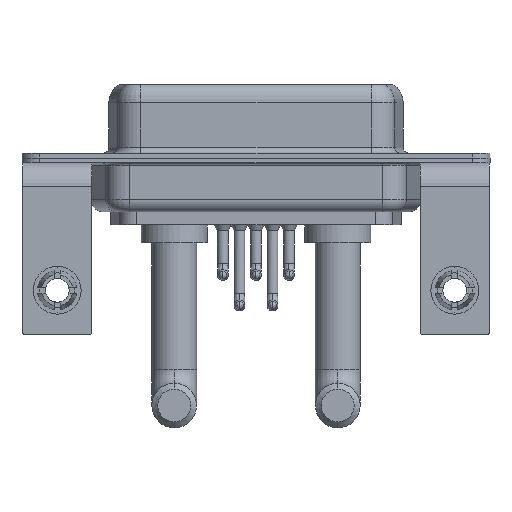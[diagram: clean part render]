
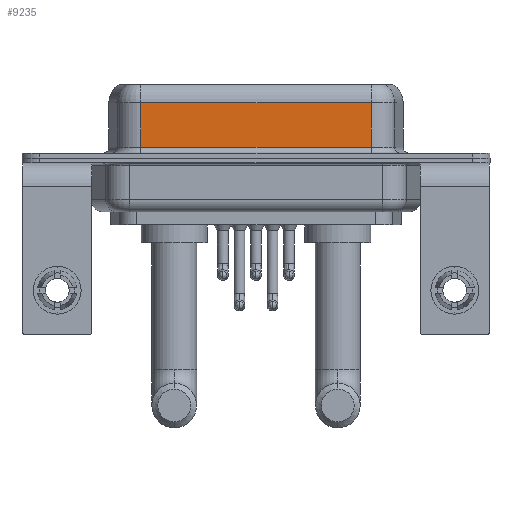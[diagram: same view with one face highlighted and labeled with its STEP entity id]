
A CAD part, front view. The second image highlights one B-rep face of the part: STEP entity #9235.
In plain terms, the highlighted planar face has unit normal (0, -1, 0).
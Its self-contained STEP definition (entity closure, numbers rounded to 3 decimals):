
#610 = VECTOR ( 'NONE', #13208, 1000. ) ;
#801 = AXIS2_PLACEMENT_3D ( 'NONE', #15752, #18872, #17234 ) ;
#1329 = ORIENTED_EDGE ( 'NONE', *, *, #17579, .T. ) ;
#2169 = VECTOR ( 'NONE', #11182, 1000. ) ;
#2477 = EDGE_CURVE ( 'NONE', #18100, #14042, #9122, .T. ) ;
#2849 = CARTESIAN_POINT ( 'NONE',  ( 26.287, -3.95, 0.9 ) ) ;
#6372 = CARTESIAN_POINT ( 'NONE',  ( 26.287, -3.95, 4.65 ) ) ;
#6696 = LINE ( 'NONE', #12635, #2169 ) ;
#7164 = CARTESIAN_POINT ( 'NONE',  ( 7.013, -3.95, 6.4 ) ) ;
#7287 = CARTESIAN_POINT ( 'NONE',  ( 7.013, -3.95, 4.65 ) ) ;
#8745 = CARTESIAN_POINT ( 'NONE',  ( 26.287, -3.95, 0.9 ) ) ;
#8763 = VECTOR ( 'NONE', #15264, 1000. ) ;
#8793 = DIRECTION ( 'NONE',  ( 1., 0., 0. ) ) ;
#9122 = LINE ( 'NONE', #6372, #8763 ) ;
#9235 = ADVANCED_FACE ( 'NONE', ( #12888 ), #9790, .F. ) ;
#9790 = PLANE ( 'NONE',  #801 ) ;
#10225 = CARTESIAN_POINT ( 'NONE',  ( 7.013, -3.95, 0.9 ) ) ;
#11147 = VERTEX_POINT ( 'NONE', #8745 ) ;
#11182 = DIRECTION ( 'NONE',  ( 0., 0., -1. ) ) ;
#12635 = CARTESIAN_POINT ( 'NONE',  ( 26.287, -3.95, 6.4 ) ) ;
#12638 = ORIENTED_EDGE ( 'NONE', *, *, #19259, .F. ) ;
#12888 = FACE_OUTER_BOUND ( 'NONE', #18960, .T. ) ;
#13108 = ORIENTED_EDGE ( 'NONE', *, *, #2477, .T. ) ;
#13208 = DIRECTION ( 'NONE',  ( 0., 0., -1. ) ) ;
#14042 = VERTEX_POINT ( 'NONE', #7287 ) ;
#14160 = ORIENTED_EDGE ( 'NONE', *, *, #17137, .T. ) ;
#14478 = VERTEX_POINT ( 'NONE', #10225 ) ;
#15264 = DIRECTION ( 'NONE',  ( -1., 0., 0. ) ) ;
#15752 = CARTESIAN_POINT ( 'NONE',  ( 26.287, -3.95, 6.4 ) ) ;
#16817 = VECTOR ( 'NONE', #8793, 1000. ) ;
#17137 = EDGE_CURVE ( 'NONE', #14042, #14478, #17430, .T. ) ;
#17234 = DIRECTION ( 'NONE',  ( 0., 0., 1. ) ) ;
#17430 = LINE ( 'NONE', #7164, #610 ) ;
#17579 = EDGE_CURVE ( 'NONE', #14478, #11147, #19240, .T. ) ;
#17630 = CARTESIAN_POINT ( 'NONE',  ( 26.287, -3.95, 4.65 ) ) ;
#18100 = VERTEX_POINT ( 'NONE', #17630 ) ;
#18872 = DIRECTION ( 'NONE',  ( 0., 1., 0. ) ) ;
#18960 = EDGE_LOOP ( 'NONE', ( #12638, #13108, #14160, #1329 ) ) ;
#19240 = LINE ( 'NONE', #2849, #16817 ) ;
#19259 = EDGE_CURVE ( 'NONE', #18100, #11147, #6696, .T. ) ;
